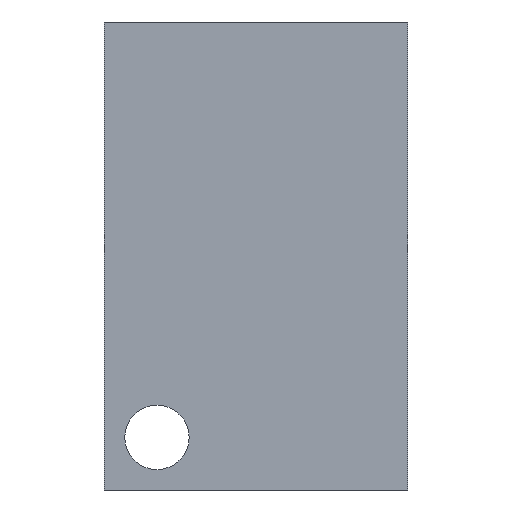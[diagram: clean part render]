
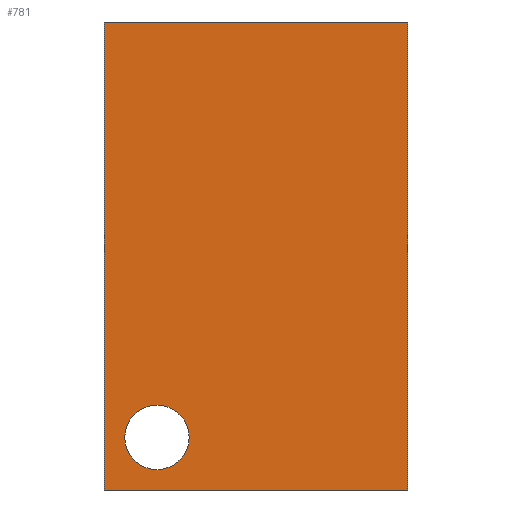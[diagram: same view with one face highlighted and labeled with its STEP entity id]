
A CAD part, left-side view. The second image highlights one B-rep face of the part: STEP entity #781.
In plain terms, the highlighted planar face has unit normal (-1, 0, 0).
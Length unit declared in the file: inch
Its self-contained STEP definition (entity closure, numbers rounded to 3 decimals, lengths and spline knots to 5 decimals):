
#1=DIRECTION('',(0.,-1.,0.));
#2=VECTOR('',#1,1.62);
#3=CARTESIAN_POINT('',(0.,0.,0.));
#4=LINE('',#3,#2);
#27=DIRECTION('',(0.,0.,1.));
#28=VECTOR('',#27,2.5);
#29=CARTESIAN_POINT('',(0.,0.,0.));
#30=LINE('',#29,#28);
#31=CARTESIAN_POINT('',(0.,-0.281,0.281));
#32=DIRECTION('',(1.,0.,0.));
#33=DIRECTION('',(0.,0.,-1.));
#34=AXIS2_PLACEMENT_3D('',#31,#32,#33);
#36=CARTESIAN_POINT('',(0.,-0.281,0.281));
#37=DIRECTION('',(1.,0.,0.));
#38=DIRECTION('',(0.,0.,1.));
#39=AXIS2_PLACEMENT_3D('',#36,#37,#38);
#69=DIRECTION('',(0.,0.,1.));
#70=VECTOR('',#69,2.5);
#71=CARTESIAN_POINT('',(0.,-1.62,0.));
#72=LINE('',#71,#70);
#73=DIRECTION('',(0.,-1.,0.));
#74=VECTOR('',#73,1.62);
#75=CARTESIAN_POINT('',(0.,0.,2.5));
#76=LINE('',#75,#74);
#635=CARTESIAN_POINT('',(0.,0.,0.));
#636=CARTESIAN_POINT('',(0.,-1.62,0.));
#637=VERTEX_POINT('',#635);
#638=VERTEX_POINT('',#636);
#643=CARTESIAN_POINT('',(0.,0.,2.5));
#644=CARTESIAN_POINT('',(0.,-1.62,2.5));
#645=VERTEX_POINT('',#643);
#646=VERTEX_POINT('',#644);
#699=CARTESIAN_POINT('',(0.,-0.281,0.109));
#700=CARTESIAN_POINT('',(0.,-0.281,0.453));
#701=VERTEX_POINT('',#699);
#702=VERTEX_POINT('',#700);
#761=CARTESIAN_POINT('',(0.,0.,0.));
#762=DIRECTION('',(-1.,0.,0.));
#763=DIRECTION('',(0.,-1.,0.));
#764=AXIS2_PLACEMENT_3D('',#761,#762,#763);
#765=PLANE('',#764);
#766=ORIENTED_EDGE('',*,*,#744,.F.);
#768=ORIENTED_EDGE('',*,*,#767,.T.);
#770=ORIENTED_EDGE('',*,*,#769,.T.);
#772=ORIENTED_EDGE('',*,*,#771,.F.);
#773=EDGE_LOOP('',(#766,#768,#770,#772));
#774=FACE_OUTER_BOUND('',#773,.F.);
#776=ORIENTED_EDGE('',*,*,#775,.F.);
#778=ORIENTED_EDGE('',*,*,#777,.F.);
#779=EDGE_LOOP('',(#776,#778));
#780=FACE_BOUND('',#779,.F.);
#781=ADVANCED_FACE('',(#774,#780),#765,.T.);
#35=CIRCLE('',#34,0.172);
#40=CIRCLE('',#39,0.172);
#744=EDGE_CURVE('',#637,#638,#4,.T.);
#767=EDGE_CURVE('',#637,#645,#30,.T.);
#769=EDGE_CURVE('',#645,#646,#76,.T.);
#771=EDGE_CURVE('',#638,#646,#72,.T.);
#775=EDGE_CURVE('',#701,#702,#35,.T.);
#777=EDGE_CURVE('',#702,#701,#40,.T.);
